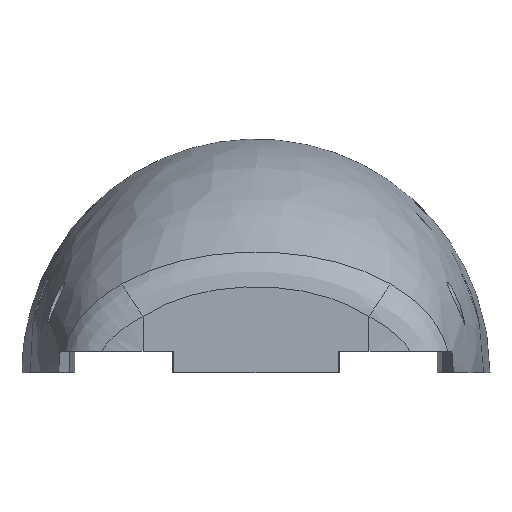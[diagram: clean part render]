
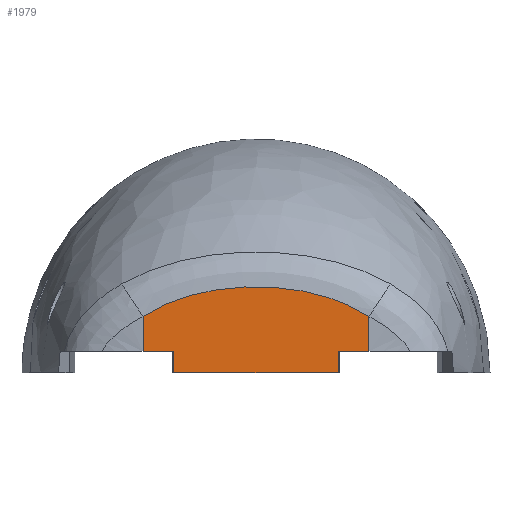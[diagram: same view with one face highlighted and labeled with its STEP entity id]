
A CAD part, left-side view. The second image highlights one B-rep face of the part: STEP entity #1979.
In plain terms, the highlighted planar face has unit normal (-1, 0, 0).
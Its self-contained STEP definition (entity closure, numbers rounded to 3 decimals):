
#2=DIRECTION('',(0.,1.,0.));
#3=VECTOR('',#2,10.103);
#4=CARTESIAN_POINT('',(-200.,-37.1,7.));
#5=LINE('',#4,#3);
#6=DIRECTION('',(0.,-1.,0.));
#7=VECTOR('',#6,53.994);
#8=CARTESIAN_POINT('',(-200.,26.997,0.));
#9=LINE('',#8,#7);
#10=DIRECTION('',(0.,-1.,0.));
#11=VECTOR('',#10,10.103);
#12=CARTESIAN_POINT('',(-200.,37.1,7.));
#13=LINE('',#12,#11);
#14=DIRECTION('',(0.,0.,-1.));
#15=VECTOR('',#14,11.497);
#16=CARTESIAN_POINT('',(-200.,37.1,18.497));
#17=LINE('',#16,#15);
#18=CARTESIAN_POINT('',(-200.,37.1,18.497));
#19=CARTESIAN_POINT('',(-200.,36.166,19.116));
#20=CARTESIAN_POINT('',(-200.,34.26,20.268));
#21=CARTESIAN_POINT('',(-200.,31.378,21.754));
#22=CARTESIAN_POINT('',(-200.,28.314,23.104));
#23=CARTESIAN_POINT('',(-200.,25.199,24.271));
#24=CARTESIAN_POINT('',(-200.,22.015,25.279));
#25=CARTESIAN_POINT('',(-200.,18.755,26.138));
#26=CARTESIAN_POINT('',(-200.,15.361,26.864));
#27=CARTESIAN_POINT('',(-200.,11.819,27.454));
#28=CARTESIAN_POINT('',(-200.,8.149,27.896));
#29=CARTESIAN_POINT('',(-200.,4.392,28.177));
#30=CARTESIAN_POINT('',(-200.,0.613,28.29));
#31=CARTESIAN_POINT('',(-200.,-3.149,28.233));
#32=CARTESIAN_POINT('',(-200.,-6.901,28.008));
#33=CARTESIAN_POINT('',(-200.,-10.615,27.618));
#34=CARTESIAN_POINT('',(-200.,-14.219,27.073));
#35=CARTESIAN_POINT('',(-200.,-17.677,26.387));
#36=CARTESIAN_POINT('',(-200.,-20.994,25.567));
#37=CARTESIAN_POINT('',(-200.,-24.222,24.599));
#38=CARTESIAN_POINT('',(-200.,-27.345,23.487));
#39=CARTESIAN_POINT('',(-200.,-30.433,22.196));
#40=CARTESIAN_POINT('',(-200.,-33.641,20.62));
#41=CARTESIAN_POINT('',(-200.,-35.937,19.268));
#42=CARTESIAN_POINT('',(-200.,-37.1,18.497));
#44=DIRECTION('',(0.,0.,1.));
#45=VECTOR('',#44,11.497);
#46=CARTESIAN_POINT('',(-200.,-37.1,7.));
#47=LINE('',#46,#45);
#854=DIRECTION('',(0.,0.,-1.));
#855=VECTOR('',#854,7.);
#856=CARTESIAN_POINT('',(-200.,26.997,7.));
#857=LINE('',#856,#855);
#858=DIRECTION('',(0.,0.,1.));
#859=VECTOR('',#858,7.);
#860=CARTESIAN_POINT('',(-200.,-26.997,0.));
#861=LINE('',#860,#859);
#1784=CARTESIAN_POINT('',(-200.,26.997,0.));
#1785=CARTESIAN_POINT('',(-200.,-26.997,0.));
#1786=VERTEX_POINT('',#1784);
#1787=VERTEX_POINT('',#1785);
#1790=VERTEX_POINT('',#18);
#1791=VERTEX_POINT('',#42);
#1902=CARTESIAN_POINT('',(-200.,37.1,7.));
#1903=CARTESIAN_POINT('',(-200.,26.997,7.));
#1904=VERTEX_POINT('',#1902);
#1905=VERTEX_POINT('',#1903);
#1918=CARTESIAN_POINT('',(-200.,-26.997,7.));
#1920=VERTEX_POINT('',#1918);
#1921=CARTESIAN_POINT('',(-200.,-37.1,7.));
#1922=VERTEX_POINT('',#1921);
#1956=CARTESIAN_POINT('',(-200.,0.,0.));
#1957=DIRECTION('',(-1.,0.,0.));
#1958=DIRECTION('',(0.,-1.,0.));
#1959=AXIS2_PLACEMENT_3D('',#1956,#1957,#1958);
#1960=PLANE('',#1959);
#1962=ORIENTED_EDGE('',*,*,#1961,.T.);
#1964=ORIENTED_EDGE('',*,*,#1963,.F.);
#1966=ORIENTED_EDGE('',*,*,#1965,.F.);
#1968=ORIENTED_EDGE('',*,*,#1967,.F.);
#1970=ORIENTED_EDGE('',*,*,#1969,.F.);
#1972=ORIENTED_EDGE('',*,*,#1971,.F.);
#1974=ORIENTED_EDGE('',*,*,#1973,.T.);
#1976=ORIENTED_EDGE('',*,*,#1975,.F.);
#1977=EDGE_LOOP('',(#1962,#1964,#1966,#1968,#1970,#1972,#1974,#1976));
#1978=FACE_OUTER_BOUND('',#1977,.F.);
#1979=ADVANCED_FACE('',(#1978),#1960,.T.);
#43=B_SPLINE_CURVE_WITH_KNOTS('',3,(#18,#19,#20,#21,#22,#23,#24,#25,#26,#27,#28,
#29,#30,#31,#32,#33,#34,#35,#36,#37,#38,#39,#40,#41,#42),.UNSPECIFIED.,.F.,.F.,(
4,1,1,1,1,1,1,1,1,1,1,1,1,1,1,1,1,1,1,1,1,1,4),(0.,0.045,
0.091,0.136,0.182,0.227,
0.273,0.318,0.364,0.409,
0.455,0.5,0.545,0.591,0.636,
0.682,0.727,0.773,0.818,
0.864,0.909,0.955,1.),.UNSPECIFIED.);
#1961=EDGE_CURVE('',#1922,#1920,#5,.T.);
#1963=EDGE_CURVE('',#1787,#1920,#861,.T.);
#1965=EDGE_CURVE('',#1786,#1787,#9,.T.);
#1967=EDGE_CURVE('',#1905,#1786,#857,.T.);
#1969=EDGE_CURVE('',#1904,#1905,#13,.T.);
#1971=EDGE_CURVE('',#1790,#1904,#17,.T.);
#1973=EDGE_CURVE('',#1790,#1791,#43,.T.);
#1975=EDGE_CURVE('',#1922,#1791,#47,.T.);
